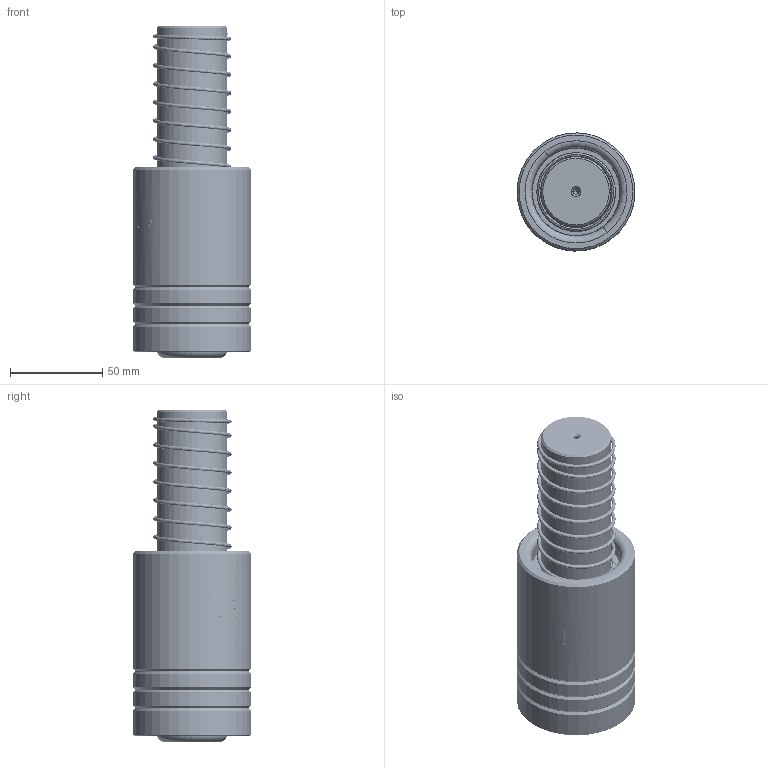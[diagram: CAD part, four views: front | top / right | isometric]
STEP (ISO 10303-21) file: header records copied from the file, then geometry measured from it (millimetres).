
FILE_DESCRIPTION (( 'STEP AP214' ), '1' );
FILE_NAME ('LBSH LBJH-D38-L180£¨BL-100£©.STEP', '2021-08-13T03:45:44', ( '' ), ( '' ), 'SwSTEP 2.0', 'SolidWorks 2016', '' );
FILE_SCHEMA (( 'AUTOMOTIVE_DESIGN' ));
Length unit declared in the file: millimetre
Products named in the file (321): BALL-D5; LBSH LBJH-D38-L180（BL-100）; BSH-47.5-38.5-L90; TBB-D64-d48-L100; BSH-D47.5-38.5-L90郪蚾; HWP-D42.5-d38.5-L90; DDP-D38-L180
Assembly tree (316 placements, depth 3):
  BALL-D5
  BALL-D5
  BALL-D5
  BALL-D5
  BALL-D5
Bounding box: 63.94 x 63.94 x 180 mm (x, y, z)
Volume: 396317.7 mm3; surface area: 139163.9 mm2
Topology: 312 solids, 312 shells, 1329 faces, 5851 edges, 3890 vertices
Faces by surface type: sphere 1232, cone 28, cylinder 24, torus 16, plane 15, bspline 14
Entity records: 65131 total; most frequent: CARTESIAN_POINT 40719, ORIENTED_EDGE 4292, DIRECTION 3578, EDGE_CURVE 2146, AXIS2_PLACEMENT_3D 1743, VERTEX_POINT 1414, B_SPLINE_CURVE_WITH_KNOTS 1337, EDGE_LOOP 1308
